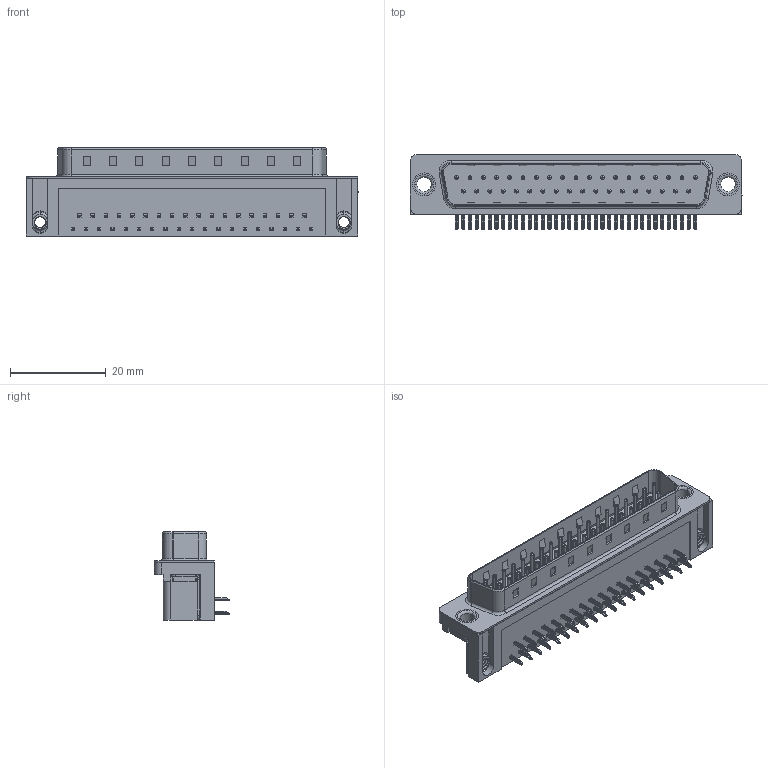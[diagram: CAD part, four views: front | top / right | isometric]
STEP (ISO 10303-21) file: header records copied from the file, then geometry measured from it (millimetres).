
FILE_DESCRIPTION (( 'STEP AP203' ), '1' );
FILE_NAME ('621-037-368-551.STEP', '2019-11-19T10:13:44', ( '' ), ( '' ), 'SwSTEP 2.0', 'SolidWorks 2016', '' );
FILE_SCHEMA (( 'CONFIG_CONTROL_DESIGN' ));
Length unit declared in the file: millimetre
Products named in the file (7): 621 Contact Bottom; 621 Shell_37 Socket; 621-037-368-551; 621 Housing_37 Socket; 621 Contact Top; 621 Thru Hole Rivet; 621 4-40 Threaded Board Mount
Assembly tree (43 placements, depth 2):
  621-037-368-551
    621 Housing_37 Socket
    621 Shell_37 Socket
    621 Contact Bottom  x18
    621 Contact Top  x19
    621 4-40 Threaded Board Mount  x2
    621 Thru Hole Rivet  x2
Bounding box: 69.4 x 15.73 x 18.4 mm (x, y, z)
Volume: 8620.4 mm3; surface area: 10150 mm2
Topology: 43 solids, 43 shells, 3189 faces, 7873 edges, 4853 vertices
Faces by surface type: plane 2013, cylinder 909, torus 261, bspline 6
Entity records: 26345 total; most frequent: CARTESIAN_POINT 5480, DIRECTION 4039, ORIENTED_EDGE 3864, EDGE_CURVE 1932, VECTOR 1401, LINE 1401, AXIS2_PLACEMENT_3D 1319, VERTEX_POINT 1245
